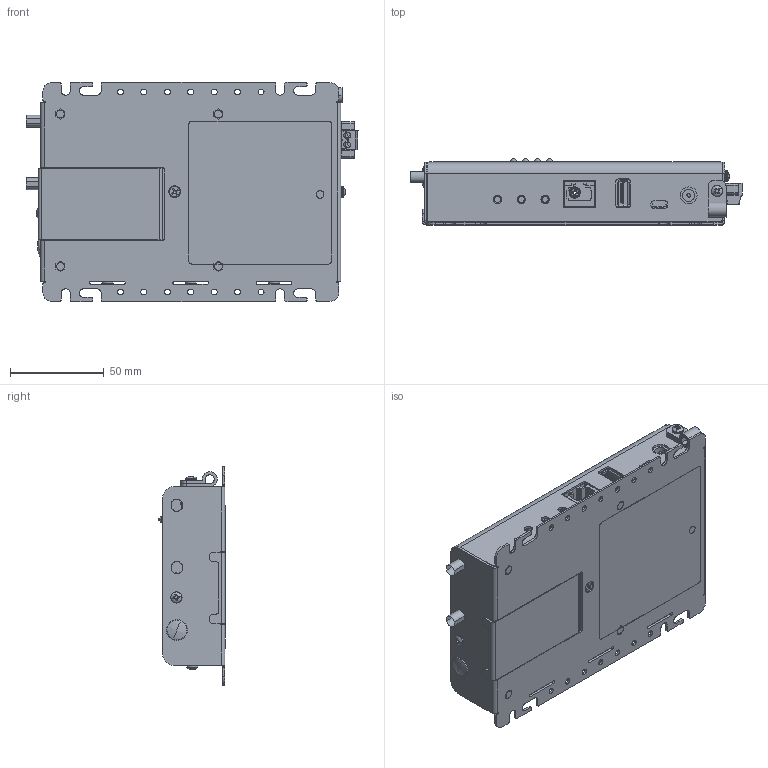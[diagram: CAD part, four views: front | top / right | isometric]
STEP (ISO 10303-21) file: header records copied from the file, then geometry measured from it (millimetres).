
FILE_DESCRIPTION (( 'STEP AP203' ), '1' );
FILE_NAME ('e20-ref1-120-012001-001.STEP', '2016-07-12T14:24:01', ( 'setup' ), ( '' ), 'SwSTEP 2.0', 'SolidWorks 2016', '' );
FILE_SCHEMA (( 'CONFIG_CONTROL_DESIGN' ));
Length unit declared in the file: inch
Products named in the file (1): e20-ref1-120-012001-001
Bounding box: 177.09 x 35.31 x 116.84 mm (x, y, z)
Surface area: 123535.4 mm2 (no closed solid volume)
Topology: 0 solids, 251 shells, 1512 faces, 5997 edges, 4621 vertices
Faces by surface type: plane 886, cylinder 346, bspline 185, cone 39, sphere 30, torus 26
Entity records: 71640 total; most frequent: CARTESIAN_POINT 23874, DIRECTION 9484, ORIENTED_EDGE 8407, EDGE_CURVE 5925, VERTEX_POINT 4609, LINE 3750, VECTOR 3750, AXIS2_PLACEMENT_3D 2867
